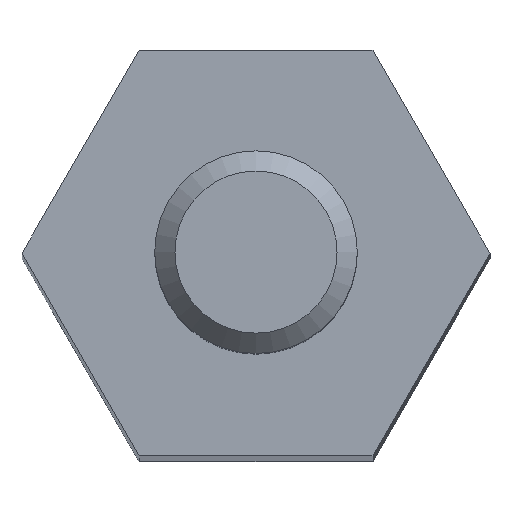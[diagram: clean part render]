
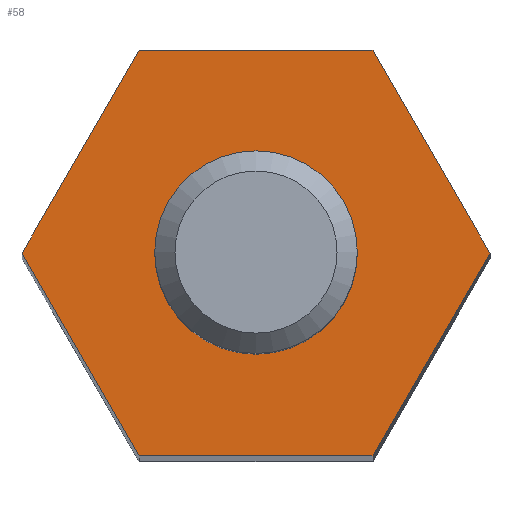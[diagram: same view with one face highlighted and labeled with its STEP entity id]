
A CAD part, top view. The second image highlights one B-rep face of the part: STEP entity #58.
In plain terms, the highlighted planar face has unit normal (0, 0, 1).
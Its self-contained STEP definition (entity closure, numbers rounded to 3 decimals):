
#58 = ADVANCED_FACE( '', ( #132, #133 ), #134, .T. );
#132 = FACE_BOUND( '', #230, .T. );
#133 = FACE_OUTER_BOUND( '', #231, .T. );
#134 = PLANE( '', #232 );
#230 = EDGE_LOOP( '', ( #340 ) );
#231 = EDGE_LOOP( '', ( #341, #342, #343, #344, #345, #346 ) );
#232 = AXIS2_PLACEMENT_3D( '', #347, #348, #349 );
#340 = ORIENTED_EDGE( '', *, *, #516, .T. );
#341 = ORIENTED_EDGE( '', *, *, #510, .T. );
#342 = ORIENTED_EDGE( '', *, *, #505, .T. );
#343 = ORIENTED_EDGE( '', *, *, #517, .T. );
#344 = ORIENTED_EDGE( '', *, *, #518, .T. );
#345 = ORIENTED_EDGE( '', *, *, #519, .T. );
#346 = ORIENTED_EDGE( '', *, *, #520, .T. );
#347 = CARTESIAN_POINT( '', ( 0., 0., 0. ) );
#348 = DIRECTION( '', ( 0., 0., 1. ) );
#349 = DIRECTION( '', ( 1., 0., 0. ) );
#505 = EDGE_CURVE( '', #573, #579, #581, .T. );
#510 = EDGE_CURVE( '', #584, #573, #589, .T. );
#516 = EDGE_CURVE( '', #598, #598, #599, .F. );
#517 = EDGE_CURVE( '', #579, #600, #601, .T. );
#518 = EDGE_CURVE( '', #600, #602, #603, .T. );
#519 = EDGE_CURVE( '', #602, #604, #605, .T. );
#520 = EDGE_CURVE( '', #604, #584, #606, .T. );
#573 = VERTEX_POINT( '', #671 );
#579 = VERTEX_POINT( '', #680 );
#581 = LINE( '', #683, #684 );
#584 = VERTEX_POINT( '', #687 );
#589 = LINE( '', #695, #696 );
#598 = VERTEX_POINT( '', #707 );
#599 = CIRCLE( '', #708, 1.3 );
#600 = VERTEX_POINT( '', #709 );
#601 = LINE( '', #710, #711 );
#602 = VERTEX_POINT( '', #712 );
#603 = LINE( '', #713, #714 );
#604 = VERTEX_POINT( '', #715 );
#605 = LINE( '', #716, #717 );
#606 = LINE( '', #718, #719 );
#671 = CARTESIAN_POINT( '', ( 1.732, -3., 0. ) );
#680 = CARTESIAN_POINT( '', ( 3.464, 0., 0. ) );
#683 = CARTESIAN_POINT( '', ( 1.732, -3., 0. ) );
#684 = VECTOR( '', #796, 1000. );
#687 = CARTESIAN_POINT( '', ( -1.732, -3., 0. ) );
#695 = CARTESIAN_POINT( '', ( -1.732, -3., 0. ) );
#696 = VECTOR( '', #800, 1000. );
#707 = CARTESIAN_POINT( '', ( 1.3, 0., 0. ) );
#708 = AXIS2_PLACEMENT_3D( '', #806, #807, #808 );
#709 = CARTESIAN_POINT( '', ( 1.732, 3., 0. ) );
#710 = CARTESIAN_POINT( '', ( 3.464, 0., 0. ) );
#711 = VECTOR( '', #809, 1000. );
#712 = CARTESIAN_POINT( '', ( -1.732, 3., 0. ) );
#713 = CARTESIAN_POINT( '', ( 1.732, 3., 0. ) );
#714 = VECTOR( '', #810, 1000. );
#715 = CARTESIAN_POINT( '', ( -3.464, 0., 0. ) );
#716 = CARTESIAN_POINT( '', ( -1.732, 3., 0. ) );
#717 = VECTOR( '', #811, 1000. );
#718 = CARTESIAN_POINT( '', ( -3.464, 0., 0. ) );
#719 = VECTOR( '', #812, 1000. );
#796 = DIRECTION( '', ( 0.5, 0.866, 0. ) );
#800 = DIRECTION( '', ( 1., 0., 0. ) );
#806 = CARTESIAN_POINT( '', ( 0., 0., 0. ) );
#807 = DIRECTION( '', ( 0., 0., 1. ) );
#808 = DIRECTION( '', ( 1., 0., 0. ) );
#809 = DIRECTION( '', ( -0.5, 0.866, 0. ) );
#810 = DIRECTION( '', ( -1., 0., 0. ) );
#811 = DIRECTION( '', ( -0.5, -0.866, 0. ) );
#812 = DIRECTION( '', ( 0.5, -0.866, 0. ) );
